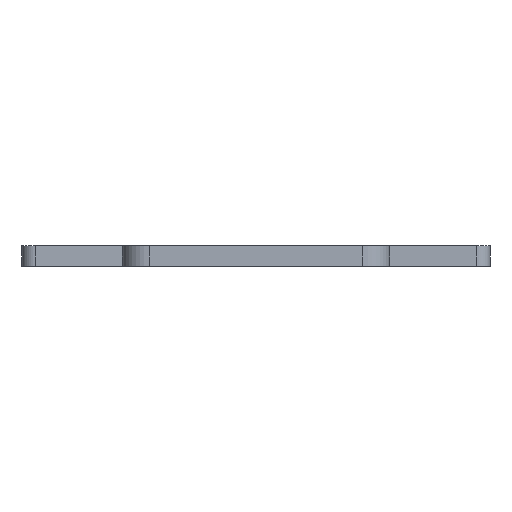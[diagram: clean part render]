
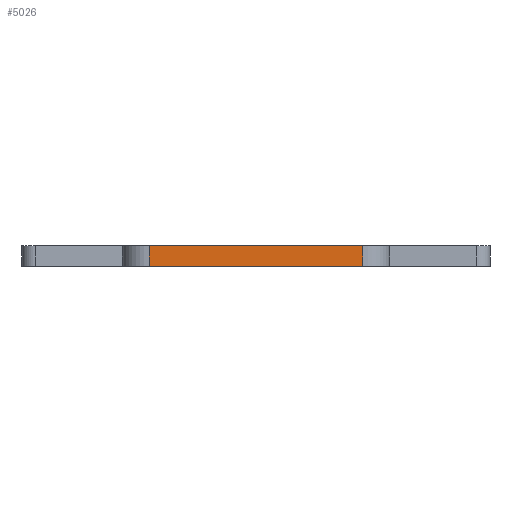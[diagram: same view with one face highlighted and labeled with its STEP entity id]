
A CAD part, front view. The second image highlights one B-rep face of the part: STEP entity #5026.
In plain terms, the highlighted planar face has unit normal (0, -1, 0).
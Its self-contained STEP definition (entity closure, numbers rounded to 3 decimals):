
#1170=FACE_OUTER_BOUND('',#1394,.T.);
#1394=EDGE_LOOP('',(#4289,#4290,#4291,#4292));
#1989=LINE('',#8339,#2271);
#1992=LINE('',#8351,#2274);
#2032=LINE('',#8449,#2314);
#2033=LINE('',#8450,#2315);
#2271=VECTOR('',#7007,10.);
#2274=VECTOR('',#7018,10.);
#2314=VECTOR('',#7106,10.);
#2315=VECTOR('',#7107,10.);
#2739=VERTEX_POINT('',#8335);
#2741=VERTEX_POINT('',#8338);
#2744=VERTEX_POINT('',#8345);
#2746=VERTEX_POINT('',#8349);
#3370=EDGE_CURVE('',#2741,#2739,#1989,.T.);
#3376=EDGE_CURVE('',#2744,#2746,#1992,.T.);
#3424=EDGE_CURVE('',#2744,#2739,#2032,.T.);
#3425=EDGE_CURVE('',#2741,#2746,#2033,.T.);
#4289=ORIENTED_EDGE('',*,*,#3424,.F.);
#4290=ORIENTED_EDGE('',*,*,#3376,.T.);
#4291=ORIENTED_EDGE('',*,*,#3425,.F.);
#4292=ORIENTED_EDGE('',*,*,#3370,.T.);
#4802=PLANE('',#5648);
#5026=ADVANCED_FACE('',(#1170),#4802,.F.);
#5648=AXIS2_PLACEMENT_3D('',#8448,#7104,#7105);
#7007=DIRECTION('',(0.,0.,-1.));
#7018=DIRECTION('',(0.,0.,1.));
#7104=DIRECTION('center_axis',(0.,1.,0.));
#7105=DIRECTION('ref_axis',(0.,0.,1.));
#7106=DIRECTION('',(-1.,0.,0.));
#7107=DIRECTION('',(1.,0.,0.));
#8335=CARTESIAN_POINT('',(4.,15.,0.));
#8338=CARTESIAN_POINT('',(4.,15.,3.));
#8339=CARTESIAN_POINT('',(4.,15.,0.));
#8345=CARTESIAN_POINT('',(36.,15.,0.));
#8349=CARTESIAN_POINT('',(36.,15.,3.));
#8351=CARTESIAN_POINT('',(36.,15.,3.));
#8448=CARTESIAN_POINT('Origin',(20.,15.,1.5));
#8449=CARTESIAN_POINT('',(20.,15.,0.));
#8450=CARTESIAN_POINT('',(20.,15.,3.));
